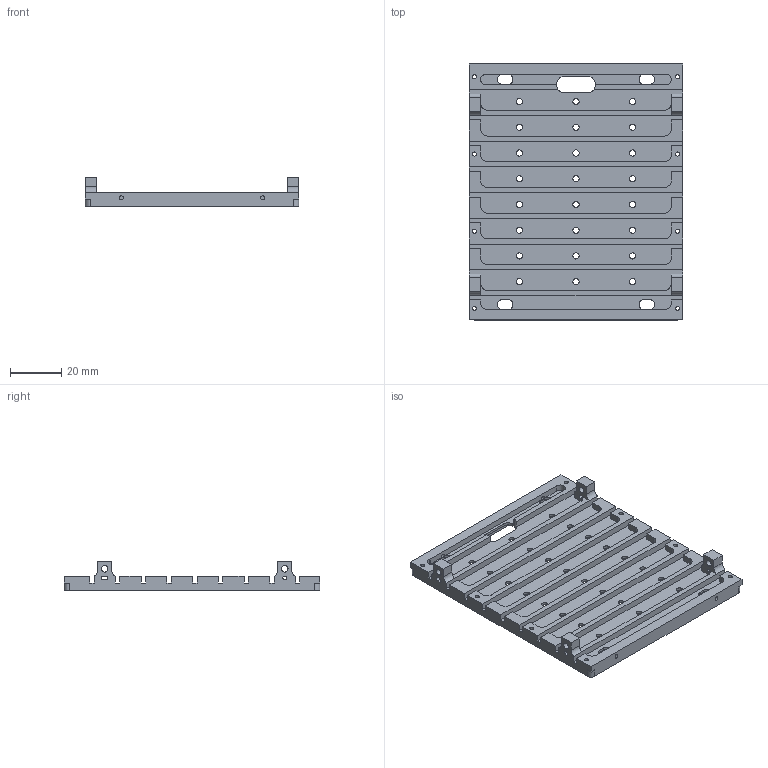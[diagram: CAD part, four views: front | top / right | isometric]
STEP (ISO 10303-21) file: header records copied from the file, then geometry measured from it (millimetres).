
FILE_DESCRIPTION (( 'STEP AP214' ), '1' );
FILE_NAME ('Y_1UFrame.STEP', '2020-07-20T19:38:04', ( '' ), ( '' ), 'SwSTEP 2.0', 'SolidWorks 2019', '' );
FILE_SCHEMA (( 'AUTOMOTIVE_DESIGN' ));
Length unit declared in the file: millimetre
Products named in the file (1): Y_1UFrame
Bounding box: 83 x 99.5 x 11.5 mm (x, y, z)
Volume: 20109.6 mm3; surface area: 25331.1 mm2
Topology: 1 solids, 1 shells, 328 faces, 986 edges, 656 vertices
Faces by surface type: cylinder 176, plane 152
Entity records: 11526 total; most frequent: CARTESIAN_POINT 2019, DIRECTION 1994, ORIENTED_EDGE 1972, EDGE_CURVE 986, AXIS2_PLACEMENT_3D 685, VERTEX_POINT 656, LINE 624, VECTOR 624
